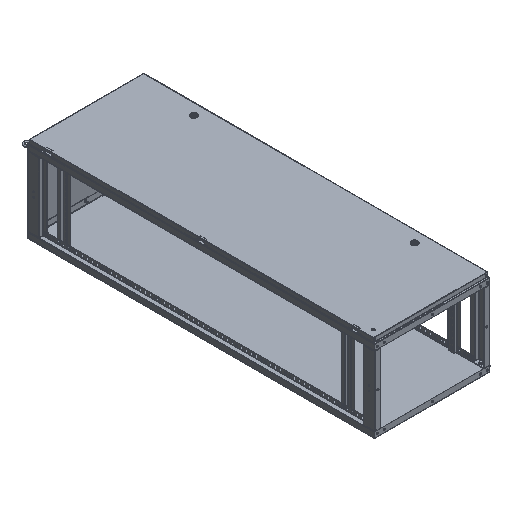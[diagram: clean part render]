
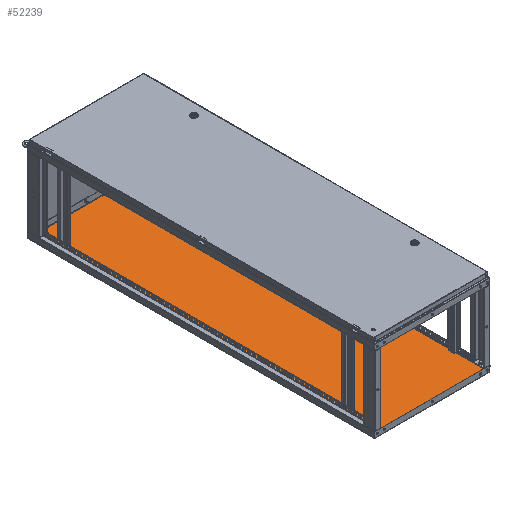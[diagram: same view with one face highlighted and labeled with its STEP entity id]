
A CAD part, isometric view. The second image highlights one B-rep face of the part: STEP entity #52239.
In plain terms, the highlighted face is planar.
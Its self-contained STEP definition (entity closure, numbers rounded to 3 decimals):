
#217 = LINE ( 'NONE', #22125, #9567 ) ;
#638 = VERTEX_POINT ( 'NONE', #43895 ) ;
#1592 = DIRECTION ( 'NONE',  ( 0., 0., 1. ) ) ;
#2254 = VERTEX_POINT ( 'NONE', #42312 ) ;
#3637 = EDGE_CURVE ( 'NONE', #2254, #11741, #43749, .T. ) ;
#7754 = EDGE_CURVE ( 'NONE', #47859, #2254, #49581, .T. ) ;
#8538 = LINE ( 'NONE', #25756, #45257 ) ;
#9567 = VECTOR ( 'NONE', #67295, 1000. ) ;
#10494 = DIRECTION ( 'NONE',  ( 1., 0., 0. ) ) ;
#11709 = VECTOR ( 'NONE', #10494, 1000. ) ;
#11741 = VERTEX_POINT ( 'NONE', #31420 ) ;
#13576 = ORIENTED_EDGE ( 'NONE', *, *, #3637, .F. ) ;
#15010 = VECTOR ( 'NONE', #22215, 1000. ) ;
#16009 = ORIENTED_EDGE ( 'NONE', *, *, #28762, .F. ) ;
#22125 = CARTESIAN_POINT ( 'NONE',  ( -1.177, 1798., -1. ) ) ;
#22215 = DIRECTION ( 'NONE',  ( 0., 1., 0. ) ) ;
#25725 = ORIENTED_EDGE ( 'NONE', *, *, #7754, .F. ) ;
#25756 = CARTESIAN_POINT ( 'NONE',  ( -598., 1798.823, -1. ) ) ;
#28283 = CARTESIAN_POINT ( 'NONE',  ( -2., 1.177, -1. ) ) ;
#28762 = EDGE_CURVE ( 'NONE', #638, #47859, #8538, .T. ) ;
#31420 = CARTESIAN_POINT ( 'NONE',  ( -2., 1798., -1. ) ) ;
#40708 = CARTESIAN_POINT ( 'NONE',  ( 0., 0., -1. ) ) ;
#42312 = CARTESIAN_POINT ( 'NONE',  ( -2., 2., -1. ) ) ;
#43749 = LINE ( 'NONE', #28283, #15010 ) ;
#43895 = CARTESIAN_POINT ( 'NONE',  ( -598., 1798., -1. ) ) ;
#44658 = ORIENTED_EDGE ( 'NONE', *, *, #64594, .F. ) ;
#45257 = VECTOR ( 'NONE', #58796, 1000. ) ;
#47859 = VERTEX_POINT ( 'NONE', #62060 ) ;
#49178 = AXIS2_PLACEMENT_3D ( 'NONE', #40708, #1592, #56860 ) ;
#49581 = LINE ( 'NONE', #53934, #11709 ) ;
#49670 = EDGE_LOOP ( 'NONE', ( #25725, #16009, #44658, #13576 ) ) ;
#50405 = FACE_OUTER_BOUND ( 'NONE', #49670, .T. ) ;
#52239 = ADVANCED_FACE ( 'NONE', ( #50405 ), #67981, .F. ) ;
#53934 = CARTESIAN_POINT ( 'NONE',  ( -598.823, 2., -1. ) ) ;
#56860 = DIRECTION ( 'NONE',  ( 1., 0., 0. ) ) ;
#58796 = DIRECTION ( 'NONE',  ( 0., -1., 0. ) ) ;
#62060 = CARTESIAN_POINT ( 'NONE',  ( -598., 2., -1. ) ) ;
#64594 = EDGE_CURVE ( 'NONE', #11741, #638, #217, .T. ) ;
#67295 = DIRECTION ( 'NONE',  ( -1., 0., 0. ) ) ;
#67981 = PLANE ( 'NONE',  #49178 ) ;
